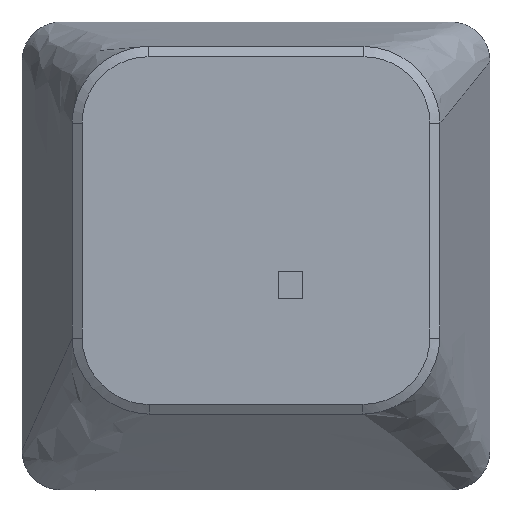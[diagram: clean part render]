
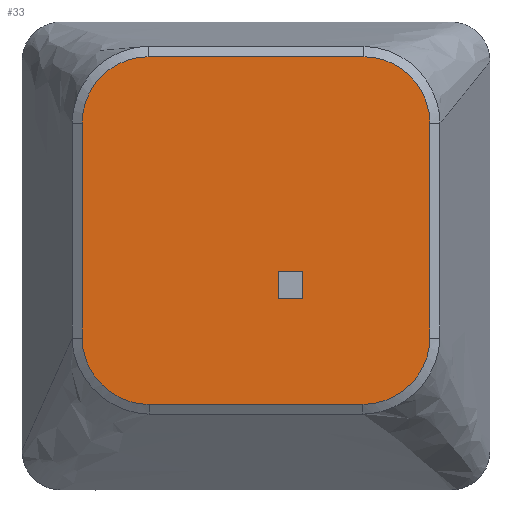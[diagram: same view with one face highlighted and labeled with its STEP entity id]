
A CAD part, top view. The second image highlights one B-rep face of the part: STEP entity #33.
In plain terms, the highlighted planar face has unit normal (0, 0, 1).
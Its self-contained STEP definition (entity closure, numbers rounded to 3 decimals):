
#26=FACE_BOUND('',#154,.T.);
#33=ADVANCED_FACE('',(#92,#26),#926,.T.);
#92=FACE_OUTER_BOUND('',#153,.T.);
#153=EDGE_LOOP('',(#245,#246,#247,#248,#249,#250,#251,#252));
#154=EDGE_LOOP('',(#253,#254,#255,#256));
#245=ORIENTED_EDGE('',*,*,#519,.T.);
#246=ORIENTED_EDGE('',*,*,#539,.T.);
#247=ORIENTED_EDGE('',*,*,#537,.T.);
#248=ORIENTED_EDGE('',*,*,#535,.T.);
#249=ORIENTED_EDGE('',*,*,#533,.T.);
#250=ORIENTED_EDGE('',*,*,#516,.T.);
#251=ORIENTED_EDGE('',*,*,#530,.T.);
#252=ORIENTED_EDGE('',*,*,#528,.T.);
#253=ORIENTED_EDGE('',*,*,#634,.F.);
#254=ORIENTED_EDGE('',*,*,#633,.F.);
#255=ORIENTED_EDGE('',*,*,#632,.F.);
#256=ORIENTED_EDGE('',*,*,#631,.F.);
#516=EDGE_CURVE('',#814,#813,#690,.T.);
#519=EDGE_CURVE('',#804,#818,#693,.T.);
#528=EDGE_CURVE('',#812,#804,#702,.T.);
#530=EDGE_CURVE('',#813,#812,#704,.T.);
#533=EDGE_CURVE('',#815,#814,#707,.T.);
#535=EDGE_CURVE('',#816,#815,#709,.T.);
#537=EDGE_CURVE('',#817,#816,#711,.T.);
#539=EDGE_CURVE('',#818,#817,#713,.T.);
#631=EDGE_CURVE('',#870,#871,#783,.T.);
#632=EDGE_CURVE('',#871,#872,#784,.T.);
#633=EDGE_CURVE('',#872,#873,#785,.T.);
#634=EDGE_CURVE('',#873,#870,#786,.T.);
#690=B_SPLINE_CURVE_WITH_KNOTS('',3,(#1424,#1425,#1426,#1427),
 .UNSPECIFIED.,.F.,.F.,(4,4),(-20.393,-12.086),
 .UNSPECIFIED.);
#693=B_SPLINE_CURVE_WITH_KNOTS('',3,(#1434,#1435,#1436,#1437,#1438),
 .UNSPECIFIED.,.F.,.F.,(4,1,4),(-48.917,-46.906,-44.896),
 .UNSPECIFIED.);
#702=B_SPLINE_CURVE_WITH_KNOTS('',3,(#1473,#1474,#1475,#1476),
 .UNSPECIFIED.,.F.,.F.,(4,4),(-8.095,0.17),
 .UNSPECIFIED.);
#704=B_SPLINE_CURVE_WITH_KNOTS('',3,(#1479,#1480,#1481,#1482,#1483),
 .UNSPECIFIED.,.F.,.F.,(4,1,4),(-12.086,-10.092,-8.095),
 .UNSPECIFIED.);
#707=B_SPLINE_CURVE_WITH_KNOTS('',3,(#1488,#1489,#1490,#1491,#1492),
 .UNSPECIFIED.,.F.,.F.,(4,1,4),(-24.384,-22.386,-20.393),
 .UNSPECIFIED.);
#709=B_SPLINE_CURVE_WITH_KNOTS('',3,(#1495,#1496,#1497,#1498),
 .UNSPECIFIED.,.F.,.F.,(4,4),(-32.649,-24.384),
 .UNSPECIFIED.);
#711=B_SPLINE_CURVE_WITH_KNOTS('',3,(#1501,#1502,#1503,#1504,#1505),
 .UNSPECIFIED.,.F.,.F.,(4,1,4),(-36.669,-34.66,-32.649),
 .UNSPECIFIED.);
#713=B_SPLINE_CURVE_WITH_KNOTS('',3,(#1508,#1509,#1510,#1511),
 .UNSPECIFIED.,.F.,.F.,(4,4),(-44.896,-36.669),
 .UNSPECIFIED.);
#783=B_SPLINE_CURVE_WITH_KNOTS('',1,(#1853,#1854),.UNSPECIFIED.,.F.,.F.,
(2,2),(-4.,-3.),.UNSPECIFIED.);
#784=B_SPLINE_CURVE_WITH_KNOTS('',1,(#1855,#1856),.UNSPECIFIED.,.F.,.F.,
(2,2),(-3.,-2.),.UNSPECIFIED.);
#785=B_SPLINE_CURVE_WITH_KNOTS('',1,(#1857,#1858),.UNSPECIFIED.,.F.,.F.,
(2,2),(-2.,-1.),.UNSPECIFIED.);
#786=B_SPLINE_CURVE_WITH_KNOTS('',1,(#1859,#1860),.UNSPECIFIED.,.F.,.F.,
(2,2),(-1.,0.),.UNSPECIFIED.);
#804=VERTEX_POINT('',#1284);
#812=VERTEX_POINT('',#1292);
#813=VERTEX_POINT('',#1293);
#814=VERTEX_POINT('',#1294);
#815=VERTEX_POINT('',#1295);
#816=VERTEX_POINT('',#1296);
#817=VERTEX_POINT('',#1297);
#818=VERTEX_POINT('',#1298);
#870=VERTEX_POINT('',#1350);
#871=VERTEX_POINT('',#1351);
#872=VERTEX_POINT('',#1352);
#873=VERTEX_POINT('',#1353);
#926=PLANE('',#991);
#991=AXIS2_PLACEMENT_3D('',#1235,#1039,$);
#1039=DIRECTION('',(0.,0.,1.));
#1235=CARTESIAN_POINT('',(16.86,-29.86,14.));
#1284=CARTESIAN_POINT('',(17.312,-41.17,14.));
#1292=CARTESIAN_POINT('',(17.312,-32.905,14.));
#1293=CARTESIAN_POINT('',(19.847,-30.353,14.));
#1294=CARTESIAN_POINT('',(28.153,-30.353,14.));
#1295=CARTESIAN_POINT('',(30.688,-32.905,14.));
#1296=CARTESIAN_POINT('',(30.688,-41.17,14.));
#1297=CARTESIAN_POINT('',(28.114,-43.723,14.));
#1298=CARTESIAN_POINT('',(19.886,-43.723,14.));
#1350=CARTESIAN_POINT('',(25.807,-39.658,14.));
#1351=CARTESIAN_POINT('',(25.807,-38.604,14.));
#1352=CARTESIAN_POINT('',(24.85,-38.604,14.));
#1353=CARTESIAN_POINT('',(24.85,-39.658,14.));
#1424=CARTESIAN_POINT('',(28.153,-30.353,14.));
#1425=CARTESIAN_POINT('',(25.384,-30.353,14.));
#1426=CARTESIAN_POINT('',(22.616,-30.353,14.));
#1427=CARTESIAN_POINT('',(19.847,-30.353,14.));
#1434=CARTESIAN_POINT('',(17.312,-41.17,14.));
#1435=CARTESIAN_POINT('',(17.309,-41.843,14.));
#1436=CARTESIAN_POINT('',(17.888,-43.165,14.));
#1437=CARTESIAN_POINT('',(19.215,-43.726,14.));
#1438=CARTESIAN_POINT('',(19.886,-43.723,14.));
#1473=CARTESIAN_POINT('',(17.312,-32.905,14.));
#1474=CARTESIAN_POINT('',(17.312,-35.66,14.));
#1475=CARTESIAN_POINT('',(17.312,-38.415,14.));
#1476=CARTESIAN_POINT('',(17.312,-41.17,14.));
#1479=CARTESIAN_POINT('',(19.847,-30.353,14.));
#1480=CARTESIAN_POINT('',(19.18,-30.349,14.));
#1481=CARTESIAN_POINT('',(17.864,-30.918,14.));
#1482=CARTESIAN_POINT('',(17.309,-32.238,14.));
#1483=CARTESIAN_POINT('',(17.312,-32.905,14.));
#1488=CARTESIAN_POINT('',(30.688,-32.905,14.));
#1489=CARTESIAN_POINT('',(30.691,-32.238,14.));
#1490=CARTESIAN_POINT('',(30.136,-30.918,14.));
#1491=CARTESIAN_POINT('',(28.82,-30.349,14.));
#1492=CARTESIAN_POINT('',(28.153,-30.353,14.));
#1495=CARTESIAN_POINT('',(30.688,-41.17,14.));
#1496=CARTESIAN_POINT('',(30.688,-38.415,14.));
#1497=CARTESIAN_POINT('',(30.688,-35.66,14.));
#1498=CARTESIAN_POINT('',(30.688,-32.905,14.));
#1501=CARTESIAN_POINT('',(28.114,-43.723,14.));
#1502=CARTESIAN_POINT('',(28.785,-43.726,14.));
#1503=CARTESIAN_POINT('',(30.112,-43.165,14.));
#1504=CARTESIAN_POINT('',(30.691,-41.843,14.));
#1505=CARTESIAN_POINT('',(30.688,-41.17,14.));
#1508=CARTESIAN_POINT('',(19.886,-43.723,14.));
#1509=CARTESIAN_POINT('',(22.629,-43.723,14.));
#1510=CARTESIAN_POINT('',(25.371,-43.723,14.));
#1511=CARTESIAN_POINT('',(28.114,-43.723,14.));
#1853=CARTESIAN_POINT('',(25.807,-39.658,14.));
#1854=CARTESIAN_POINT('',(25.807,-38.604,14.));
#1855=CARTESIAN_POINT('',(25.807,-38.604,14.));
#1856=CARTESIAN_POINT('',(24.85,-38.604,14.));
#1857=CARTESIAN_POINT('',(24.85,-38.604,14.));
#1858=CARTESIAN_POINT('',(24.85,-39.658,14.));
#1859=CARTESIAN_POINT('',(24.85,-39.658,14.));
#1860=CARTESIAN_POINT('',(25.807,-39.658,14.));
